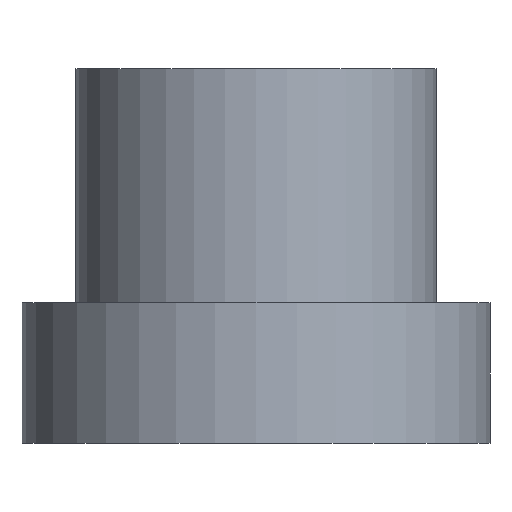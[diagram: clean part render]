
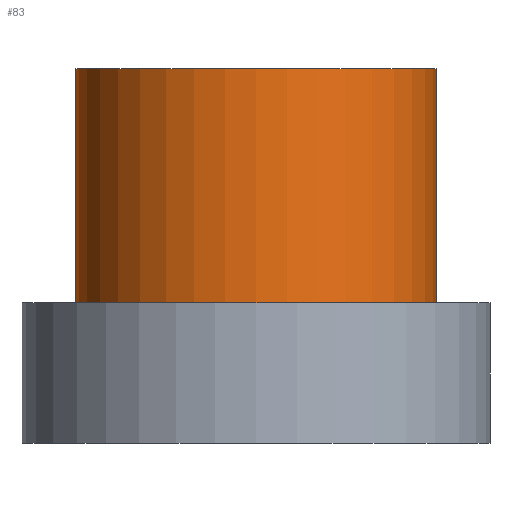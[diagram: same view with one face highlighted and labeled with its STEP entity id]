
A CAD part, front view. The second image highlights one B-rep face of the part: STEP entity #83.
In plain terms, the highlighted cylindrical face has radius 3.85 mm (diameter 7.7 mm), a partial arc.
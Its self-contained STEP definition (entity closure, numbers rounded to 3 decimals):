
#4 = CARTESIAN_POINT ( 'NONE',  ( 3.85, 0., 8. ) ) ;
#10 = DIRECTION ( 'NONE',  ( 0., 0., 1. ) ) ;
#11 = DIRECTION ( 'NONE',  ( 0., 0., -1. ) ) ;
#12 = CARTESIAN_POINT ( 'NONE',  ( 3.85, 0., 3. ) ) ;
#27 = LINE ( 'NONE', #275, #146 ) ;
#60 = DIRECTION ( 'NONE',  ( 1., 0., 0. ) ) ;
#66 = ORIENTED_EDGE ( 'NONE', *, *, #270, .F. ) ;
#67 = DIRECTION ( 'NONE',  ( 0., 0., 1. ) ) ;
#68 = CARTESIAN_POINT ( 'NONE',  ( 0., 0., 3. ) ) ;
#71 = FACE_OUTER_BOUND ( 'NONE', #86, .T. ) ;
#83 = ADVANCED_FACE ( 'NONE', ( #71 ), #164, .T. ) ;
#86 = EDGE_LOOP ( 'NONE', ( #104, #66, #151, #242 ) ) ;
#104 = ORIENTED_EDGE ( 'NONE', *, *, #284, .F. ) ;
#109 = VERTEX_POINT ( 'NONE', #4 ) ;
#119 = DIRECTION ( 'NONE',  ( 0., 0., -1. ) ) ;
#124 = VERTEX_POINT ( 'NONE', #147 ) ;
#131 = VECTOR ( 'NONE', #220, 1000. ) ;
#135 = CARTESIAN_POINT ( 'NONE',  ( 0., 0., 8. ) ) ;
#136 = CARTESIAN_POINT ( 'NONE',  ( -3.85, 0., 8. ) ) ;
#137 = CARTESIAN_POINT ( 'NONE',  ( -3.85, 0., 3. ) ) ;
#139 = LINE ( 'NONE', #136, #131 ) ;
#140 = CIRCLE ( 'NONE', #255, 3.85 ) ;
#146 = VECTOR ( 'NONE', #119, 1000. ) ;
#147 = CARTESIAN_POINT ( 'NONE',  ( -3.85, 0., 8. ) ) ;
#150 = DIRECTION ( 'NONE',  ( 1., 0., 0. ) ) ;
#151 = ORIENTED_EDGE ( 'NONE', *, *, #268, .T. ) ;
#161 = DIRECTION ( 'NONE',  ( -1., 0., 0. ) ) ;
#164 = CYLINDRICAL_SURFACE ( 'NONE', #246, 3.85 ) ;
#187 = CIRCLE ( 'NONE', #298, 3.85 ) ;
#214 = VERTEX_POINT ( 'NONE', #137 ) ;
#220 = DIRECTION ( 'NONE',  ( 0., 0., -1. ) ) ;
#224 = VERTEX_POINT ( 'NONE', #12 ) ;
#242 = ORIENTED_EDGE ( 'NONE', *, *, #295, .T. ) ;
#246 = AXIS2_PLACEMENT_3D ( 'NONE', #293, #11, #161 ) ;
#255 = AXIS2_PLACEMENT_3D ( 'NONE', #135, #10, #150 ) ;
#268 = EDGE_CURVE ( 'NONE', #124, #214, #139, .T. ) ;
#270 = EDGE_CURVE ( 'NONE', #124, #109, #140, .T. ) ;
#275 = CARTESIAN_POINT ( 'NONE',  ( 3.85, 0., 8. ) ) ;
#284 = EDGE_CURVE ( 'NONE', #109, #224, #27, .T. ) ;
#293 = CARTESIAN_POINT ( 'NONE',  ( 0., 0., 8. ) ) ;
#295 = EDGE_CURVE ( 'NONE', #214, #224, #187, .T. ) ;
#298 = AXIS2_PLACEMENT_3D ( 'NONE', #68, #67, #60 ) ;
